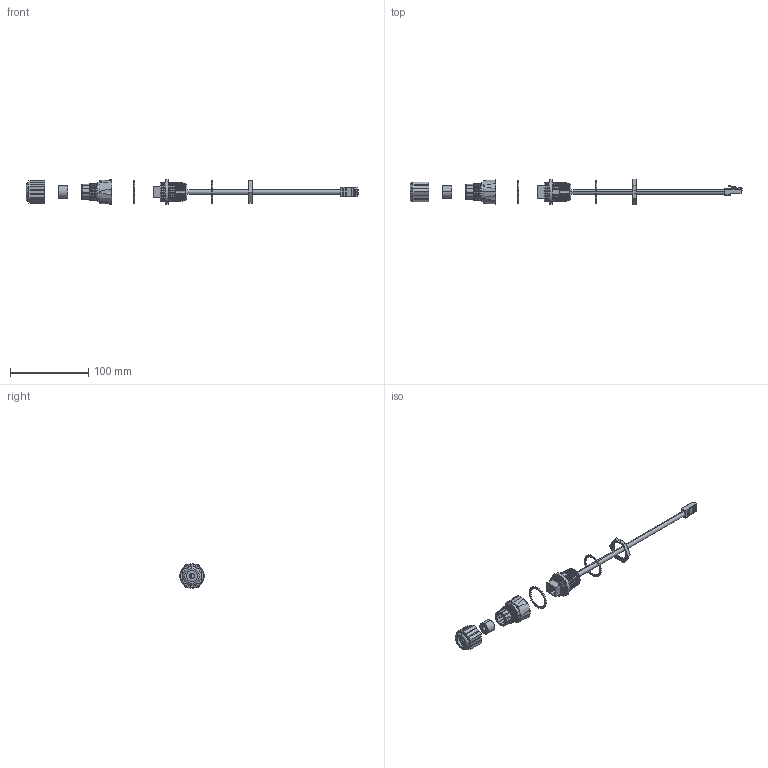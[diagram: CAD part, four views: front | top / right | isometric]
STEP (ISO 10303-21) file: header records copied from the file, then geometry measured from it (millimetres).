
FILE_DESCRIPTION (( 'STEP AP203' ), '1' );
FILE_NAME ('CG-CRJ.STEP', '2010-06-01T14:56:17', ( 'x' ), ( 'Microsoft' ), 'SwSTEP 2.0', 'SolidWorks 2010', '' );
FILE_SCHEMA (( 'CONFIG_CONTROL_DESIGN' ));
Products named in the file (13): CG-CRJ-MA2; 1AD02-008_with crimped pins; CG-RJ-MA3; CG-RJ-MA7; CG-CRJ; CG-CRJ-MA1; 1AD02-008_no aligning hole; 1AD01-008-MA2; 1AD01-008-MA3; CG-RJ-MA5; CG-RJ-MA4; CG-RJ-MA2; CG-RJ-MA1
Assembly tree (19 placements, depth 3):
  CG-CRJ
    CG-RJ-MA2
    1AD02-008_with crimped pins
      1AD01-008-MA3  x4
      1AD01-008-MA2  x4
      1AD02-008_no aligning hole
    CG-RJ-MA1
    CG-RJ-MA3  x2
    CG-RJ-MA4
    CG-CRJ-MA1
    CG-RJ-MA5
    CG-RJ-MA7
    CG-CRJ-MA2
Bounding box: 423.41 x 33.14 x 31.04 mm (x, y, z)
Volume: 37145.2 mm3; surface area: 31982 mm2
Topology: 18 solids, 19 shells, 1532 faces, 4126 edges, 2640 vertices
Faces by surface type: plane 673, cone 325, bspline 306, cylinder 201, torus 19, sphere 8
Entity records: 47345 total; most frequent: CARTESIAN_POINT 14725, ORIENTED_EDGE 6808, DIRECTION 6368, EDGE_CURVE 3404, AXIS2_PLACEMENT_3D 2347, VERTEX_POINT 2188, LINE 1674, VECTOR 1674
